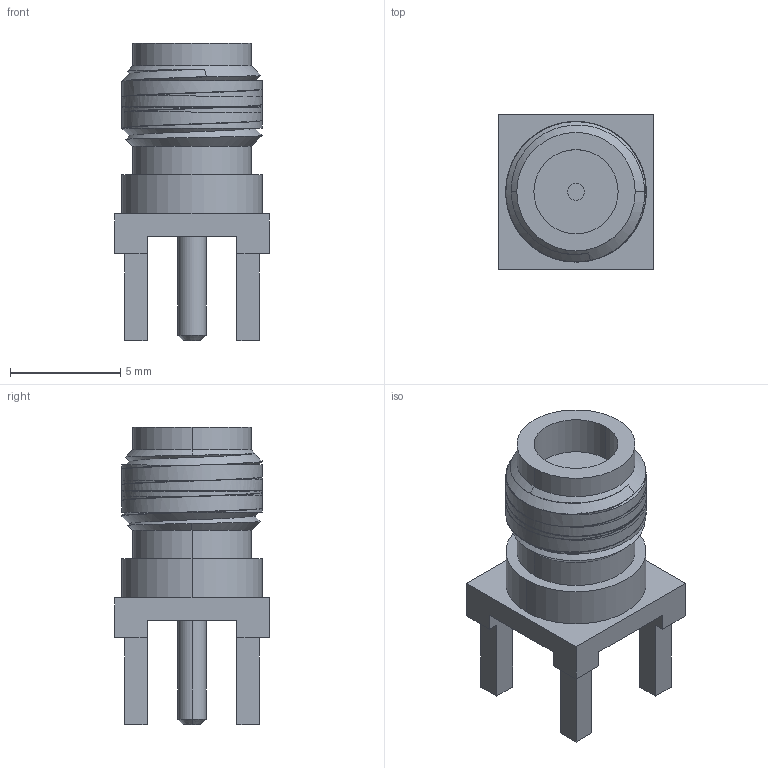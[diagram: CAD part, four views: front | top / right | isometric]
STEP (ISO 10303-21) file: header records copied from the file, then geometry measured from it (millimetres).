
FILE_DESCRIPTION (( 'STEP AP214' ), '1' );
FILE_NAME ('User Library-SMA_Stehend_Amp 132134RP-1.STEP', '2015-10-26T03:35:35', ( 'Windows User' ), ( '' ), 'SwSTEP 2.0', 'SolidWorks 2015', '' );
FILE_SCHEMA (( 'AUTOMOTIVE_DESIGN' ));
Length unit declared in the file: millimetre
Products named in the file (3): User Library-SMA_Stehend_Amp 132134RP-1_2; User Library-SMA_Stehend_Amp 132134RP-1_1; User Library-SMA_Stehend_Amp 132134RP-1
Assembly tree (2 placements, depth 2):
  User Library-SMA_Stehend_Amp 132134RP-1
    User Library-SMA_Stehend_Amp 132134RP-1_1
    User Library-SMA_Stehend_Amp 132134RP-1_2
Bounding box: 7 x 7 x 13.47 mm (x, y, z)
Volume: 5.9 mm3; surface area: 479.9 mm2
Topology: 1 solids, 2 shells, 60 faces, 161 edges, 104 vertices
Faces by surface type: plane 37, cylinder 15, cone 6, bspline 2
Entity records: 4377 total; most frequent: CARTESIAN_POINT 2162, ORIENTED_EDGE 307, DIRECTION 298, EDGE_CURVE 157, VECTOR 106, LINE 106, VERTEX_POINT 102, AXIS2_PLACEMENT_3D 96
